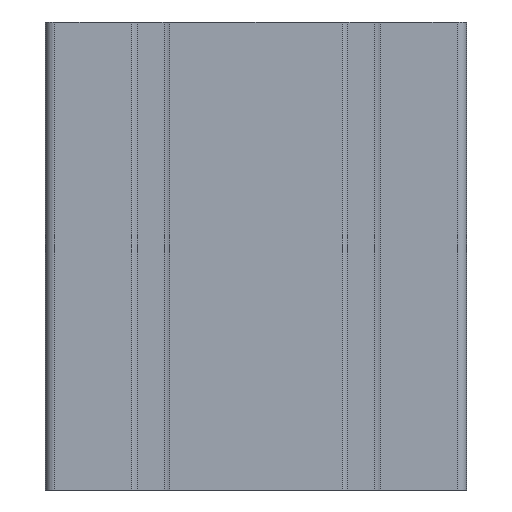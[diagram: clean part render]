
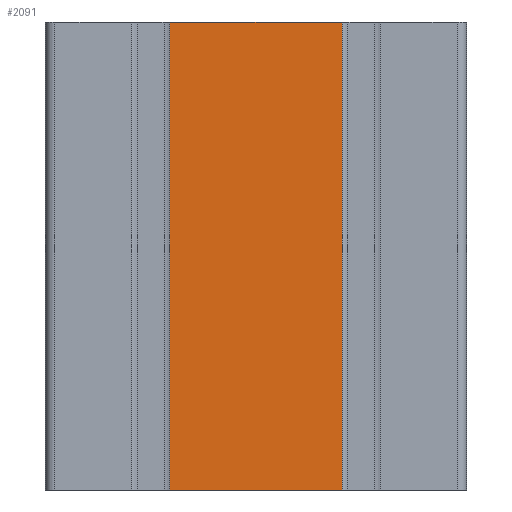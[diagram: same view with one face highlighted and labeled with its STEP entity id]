
A CAD part, left-side view. The second image highlights one B-rep face of the part: STEP entity #2091.
In plain terms, the highlighted planar face has unit normal (-1, 0, 0).
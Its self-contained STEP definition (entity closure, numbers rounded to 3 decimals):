
#386=CARTESIAN_POINT('',(-45.,-18.4,0.0));
#387=VERTEX_POINT('',#386);
#402=CARTESIAN_POINT('',(-45.,-18.4,100.0));
#403=VERTEX_POINT('',#402);
#410=CARTESIAN_POINT('',(-45.,-18.4,0.0));
#411=DIRECTION('',(0.0,0.0,1.0));
#412=VECTOR('',#411,100.0);
#413=LINE('',#410,#412);
#414=EDGE_CURVE('',#387,#403,#413,.T.);
#486=CARTESIAN_POINT('',(-45.,18.4,0.0));
#487=VERTEX_POINT('',#486);
#488=CARTESIAN_POINT('',(-45.,-18.4,0.0));
#489=DIRECTION('',(0.0,1.0,0.0));
#490=VECTOR('',#489,36.8);
#491=LINE('',#488,#490);
#492=EDGE_CURVE('',#387,#487,#491,.T.);
#2068=CARTESIAN_POINT('',(-45.,26.6,0.0));
#2069=DIRECTION('',(-1.0,0.0,0.0));
#2070=DIRECTION('',(0.0,0.0,1.0));
#2071=AXIS2_PLACEMENT_3D('',#2068,#2069,#2070);
#2072=PLANE('',#2071);
#2073=ORIENTED_EDGE('',*,*,#414,.T.);
#2074=CARTESIAN_POINT('',(-45.,18.4,100.0));
#2075=VERTEX_POINT('',#2074);
#2076=CARTESIAN_POINT('',(-45.,-18.4,100.0));
#2077=DIRECTION('',(0.0,1.0,0.0));
#2078=VECTOR('',#2077,36.8);
#2079=LINE('',#2076,#2078);
#2080=EDGE_CURVE('',#403,#2075,#2079,.T.);
#2081=ORIENTED_EDGE('',*,*,#2080,.T.);
#2082=CARTESIAN_POINT('',(-45.,18.4,100.0));
#2083=DIRECTION('',(0.0,0.0,-1.0));
#2084=VECTOR('',#2083,100.0);
#2085=LINE('',#2082,#2084);
#2086=EDGE_CURVE('',#2075,#487,#2085,.T.);
#2087=ORIENTED_EDGE('',*,*,#2086,.T.);
#2088=ORIENTED_EDGE('',*,*,#492,.F.);
#2089=EDGE_LOOP('',(#2073,#2081,#2087,#2088));
#2090=FACE_OUTER_BOUND('',#2089,.T.);
#2091=ADVANCED_FACE('',(#2090),#2072,.T.);
